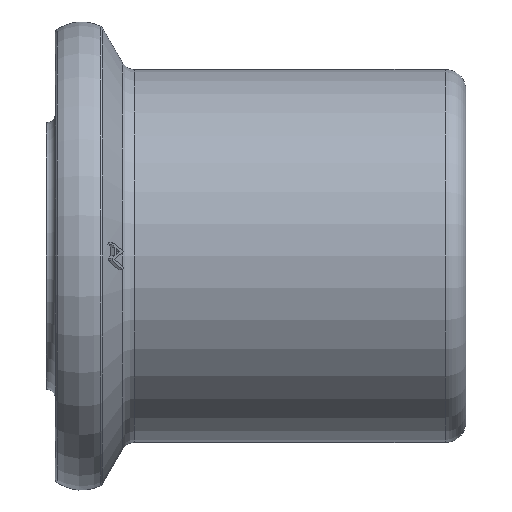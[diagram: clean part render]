
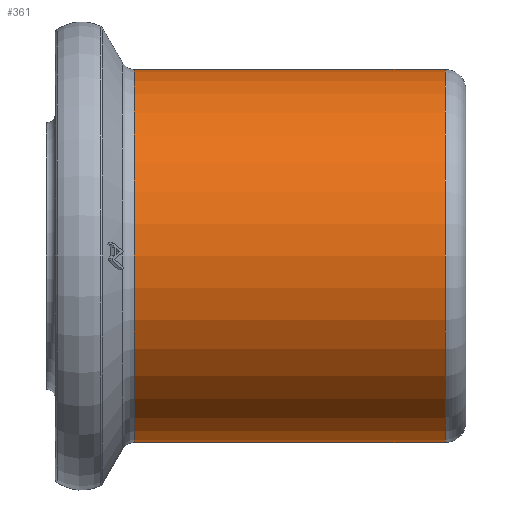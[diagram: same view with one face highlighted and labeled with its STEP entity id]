
A CAD part, front view. The second image highlights one B-rep face of the part: STEP entity #361.
In plain terms, the highlighted cylindrical face has radius 5.137 mm (diameter 10.274 mm), a partial arc.
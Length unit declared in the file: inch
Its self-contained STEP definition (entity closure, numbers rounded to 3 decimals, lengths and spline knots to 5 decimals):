
#12 = ORIENTED_EDGE ( 'NONE', *, *, #744, .T. ) ;
#19 = CARTESIAN_POINT ( 'NONE',  ( 0., 0., -0.20225 ) ) ;
#20 = VECTOR ( 'NONE', #924, 39.37008 ) ;
#22 = CIRCLE ( 'NONE', #674, 0.20225 ) ;
#65 = FACE_OUTER_BOUND ( 'NONE', #1188, .T. ) ;
#69 = VERTEX_POINT ( 'NONE', #1181 ) ;
#71 = DIRECTION ( 'NONE',  ( 0., 0., 1. ) ) ;
#76 = DIRECTION ( 'NONE',  ( -1., 0., 0. ) ) ;
#117 = DIRECTION ( 'NONE',  ( -1., 0., 0. ) ) ;
#174 = CYLINDRICAL_SURFACE ( 'NONE', #228, 0.20225 ) ;
#181 = CARTESIAN_POINT ( 'NONE',  ( 0.4225, 0., 0. ) ) ;
#203 = ORIENTED_EDGE ( 'NONE', *, *, #283, .T. ) ;
#208 = VERTEX_POINT ( 'NONE', #635 ) ;
#228 = AXIS2_PLACEMENT_3D ( 'NONE', #1210, #264, #71 ) ;
#264 = DIRECTION ( 'NONE',  ( -1., 0., 0. ) ) ;
#283 = EDGE_CURVE ( 'NONE', #208, #876, #22, .T. ) ;
#361 = ADVANCED_FACE ( 'NONE', ( #65 ), #174, .T. ) ;
#386 = CARTESIAN_POINT ( 'NONE',  ( 0.4225, 0., 0.20225 ) ) ;
#410 = DIRECTION ( 'NONE',  ( 0., 0., 1. ) ) ;
#509 = CARTESIAN_POINT ( 'NONE',  ( 0.08566, 0., -0.20225 ) ) ;
#511 = LINE ( 'NONE', #732, #20 ) ;
#569 = EDGE_CURVE ( 'NONE', #208, #1190, #920, .T. ) ;
#635 = CARTESIAN_POINT ( 'NONE',  ( 0.4225, 0., -0.20225 ) ) ;
#646 = ORIENTED_EDGE ( 'NONE', *, *, #1146, .F. ) ;
#674 = AXIS2_PLACEMENT_3D ( 'NONE', #181, #76, #842 ) ;
#732 = CARTESIAN_POINT ( 'NONE',  ( 0., 0., 0.20225 ) ) ;
#744 = EDGE_CURVE ( 'NONE', #876, #69, #511, .T. ) ;
#796 = CIRCLE ( 'NONE', #1163, 0.20225 ) ;
#842 = DIRECTION ( 'NONE',  ( 0., 0., 1. ) ) ;
#876 = VERTEX_POINT ( 'NONE', #386 ) ;
#920 = LINE ( 'NONE', #19, #1216 ) ;
#924 = DIRECTION ( 'NONE',  ( -1., 0., 0. ) ) ;
#970 = CARTESIAN_POINT ( 'NONE',  ( 0.08566, 0., 0. ) ) ;
#1146 = EDGE_CURVE ( 'NONE', #1190, #69, #796, .T. ) ;
#1163 = AXIS2_PLACEMENT_3D ( 'NONE', #970, #117, #410 ) ;
#1166 = DIRECTION ( 'NONE',  ( -1., 0., 0. ) ) ;
#1181 = CARTESIAN_POINT ( 'NONE',  ( 0.08566, 0., 0.20225 ) ) ;
#1188 = EDGE_LOOP ( 'NONE', ( #1220, #203, #12, #646 ) ) ;
#1190 = VERTEX_POINT ( 'NONE', #509 ) ;
#1210 = CARTESIAN_POINT ( 'NONE',  ( 0., 0., 0. ) ) ;
#1216 = VECTOR ( 'NONE', #1166, 39.37008 ) ;
#1220 = ORIENTED_EDGE ( 'NONE', *, *, #569, .F. ) ;
